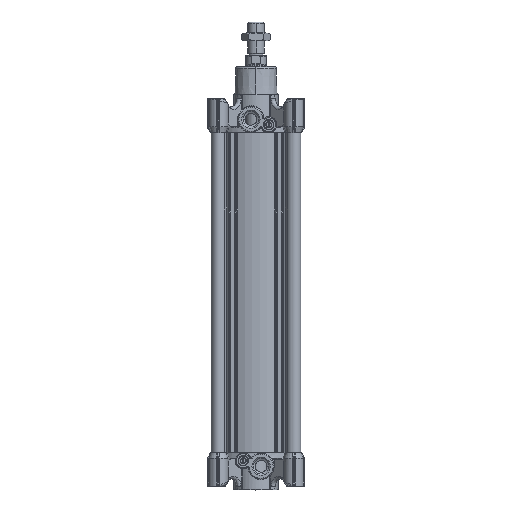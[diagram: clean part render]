
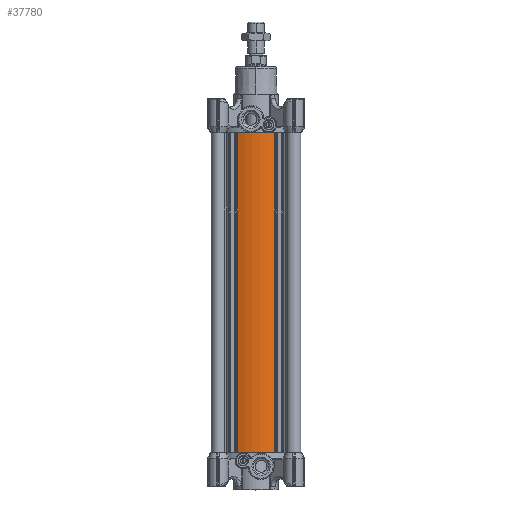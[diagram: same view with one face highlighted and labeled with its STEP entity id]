
A CAD part, top view. The second image highlights one B-rep face of the part: STEP entity #37780.
In plain terms, the highlighted cylindrical face has radius 52.75 mm (diameter 105.5 mm), a partial arc.
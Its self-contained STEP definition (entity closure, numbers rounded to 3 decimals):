
#671 = EDGE_CURVE ( 'NONE', #82636, #105887, #51887, .T. ) ;
#1155 = CARTESIAN_POINT ( 'NONE',  ( 21.399, 40., 48.214 ) ) ;
#6088 = DIRECTION ( 'NONE',  ( -1., 0., 0. ) ) ;
#10215 = DIRECTION ( 'NONE',  ( 1., 0., 0. ) ) ;
#14595 = EDGE_CURVE ( 'NONE', #82636, #68502, #33591, .T. ) ;
#15961 = FACE_OUTER_BOUND ( 'NONE', #23362, .T. ) ;
#17197 = DIRECTION ( 'NONE',  ( 0., -1., 0. ) ) ;
#21372 = CARTESIAN_POINT ( 'NONE',  ( -21.399, 418., 48.214 ) ) ;
#23362 = EDGE_LOOP ( 'NONE', ( #97255, #60528, #76755, #84667 ) ) ;
#25297 = CIRCLE ( 'NONE', #111784, 52.75 ) ;
#26913 = VERTEX_POINT ( 'NONE', #21372 ) ;
#32989 = AXIS2_PLACEMENT_3D ( 'NONE', #90427, #53487, #6088 ) ;
#33050 = EDGE_CURVE ( 'NONE', #105887, #26913, #25297, .T. ) ;
#33591 = CIRCLE ( 'NONE', #118135, 52.75 ) ;
#36135 = CARTESIAN_POINT ( 'NONE',  ( -21.399, 40., 48.214 ) ) ;
#37780 = ADVANCED_FACE ( 'NONE', ( #15961 ), #79405, .T. ) ;
#48108 = VECTOR ( 'NONE', #79352, 1000. ) ;
#51887 = LINE ( 'NONE', #72805, #66049 ) ;
#53487 = DIRECTION ( 'NONE',  ( 0., 1., 0. ) ) ;
#60528 = ORIENTED_EDGE ( 'NONE', *, *, #103627, .F. ) ;
#66049 = VECTOR ( 'NONE', #89451, 1000. ) ;
#66244 = DIRECTION ( 'NONE',  ( 0., -1., 0. ) ) ;
#68502 = VERTEX_POINT ( 'NONE', #36135 ) ;
#72805 = CARTESIAN_POINT ( 'NONE',  ( 21.399, 360., 48.214 ) ) ;
#76755 = ORIENTED_EDGE ( 'NONE', *, *, #14595, .F. ) ;
#77499 = LINE ( 'NONE', #115053, #48108 ) ;
#79352 = DIRECTION ( 'NONE',  ( 0., 1., 0. ) ) ;
#79405 = CYLINDRICAL_SURFACE ( 'NONE', #32989, 52.75 ) ;
#82636 = VERTEX_POINT ( 'NONE', #1155 ) ;
#83687 = CARTESIAN_POINT ( 'NONE',  ( 0., 418., 0. ) ) ;
#84611 = CARTESIAN_POINT ( 'NONE',  ( 21.399, 418., 48.214 ) ) ;
#84667 = ORIENTED_EDGE ( 'NONE', *, *, #671, .T. ) ;
#89451 = DIRECTION ( 'NONE',  ( 0., 1., 0. ) ) ;
#90427 = CARTESIAN_POINT ( 'NONE',  ( 0., 360., 0. ) ) ;
#95748 = CARTESIAN_POINT ( 'NONE',  ( 0., 40., 0. ) ) ;
#97255 = ORIENTED_EDGE ( 'NONE', *, *, #33050, .T. ) ;
#103627 = EDGE_CURVE ( 'NONE', #68502, #26913, #77499, .T. ) ;
#105887 = VERTEX_POINT ( 'NONE', #84611 ) ;
#111784 = AXIS2_PLACEMENT_3D ( 'NONE', #83687, #17197, #121218 ) ;
#115053 = CARTESIAN_POINT ( 'NONE',  ( -21.399, 360., 48.214 ) ) ;
#118135 = AXIS2_PLACEMENT_3D ( 'NONE', #95748, #66244, #10215 ) ;
#121218 = DIRECTION ( 'NONE',  ( 1., 0., 0. ) ) ;
